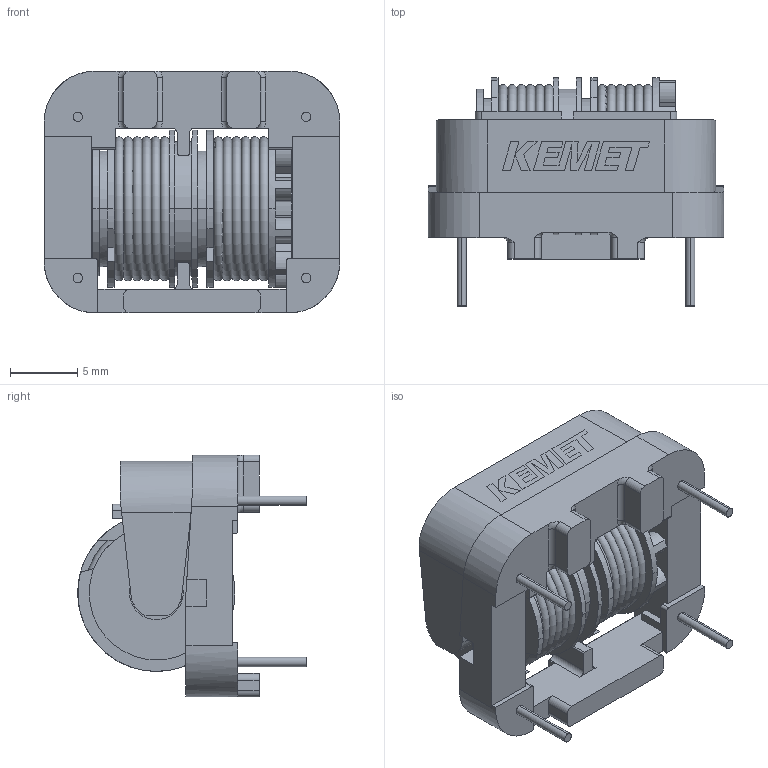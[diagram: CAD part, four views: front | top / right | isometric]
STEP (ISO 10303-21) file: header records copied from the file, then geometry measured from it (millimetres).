
FILE_DESCRIPTION (( 'STEP AP214' ), '1' );
FILE_NAME ('SSR10H(MAX-LOGO).STEP', '2018-11-06T01:57:05', ( '' ), ( '' ), 'SwSTEP 2.0', 'SolidWorks 2018', '' );
FILE_SCHEMA (( 'AUTOMOTIVE_DESIGN' ));
Length unit declared in the file: millimetre
Products named in the file (1): SSR10H(MAX-LOGO)
Bounding box: 22 x 17 x 18 mm (x, y, z)
Volume: 2571.1 mm3; surface area: 3347.9 mm2
Topology: 1 solids, 1 shells, 371 faces, 1007 edges, 654 vertices
Faces by surface type: plane 218, cylinder 117, torus 36
Entity records: 15930 total; most frequent: CARTESIAN_POINT 2211, DIRECTION 2053, ORIENTED_EDGE 2014, EDGE_CURVE 1007, AXIS2_PLACEMENT_3D 700, VERTEX_POINT 654, LINE 653, VECTOR 653
